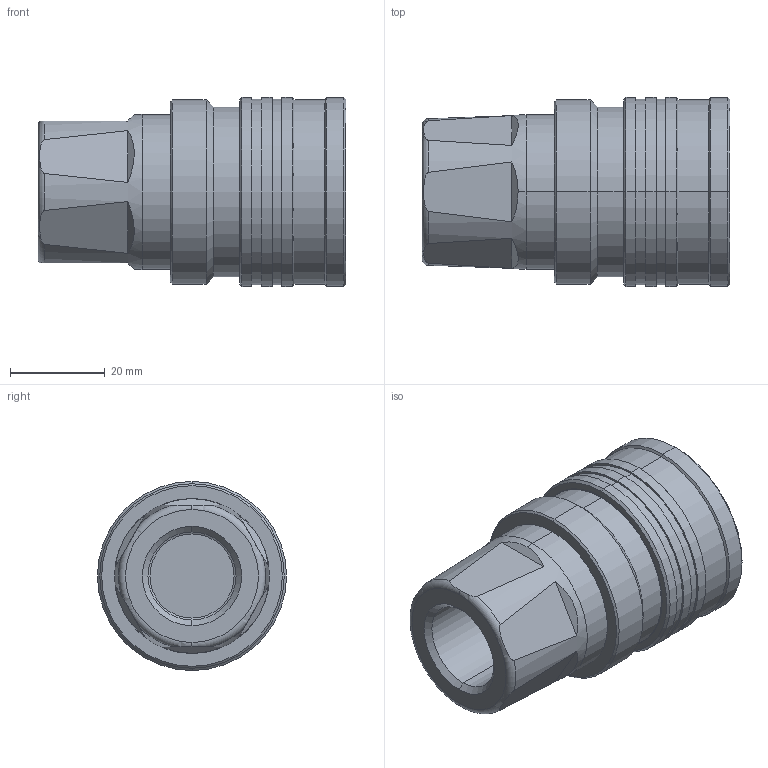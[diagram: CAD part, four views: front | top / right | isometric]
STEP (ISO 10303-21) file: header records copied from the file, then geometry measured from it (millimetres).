
FILE_DESCRIPTION (( 'STEP AP214' ), '1' );
FILE_NAME ('5010.STEP', '2015-09-03T14:07:54', ( 'admin' ), ( 'Microsoft' ), 'SwSTEP 2.0', 'SolidWorks 2009', '' );
FILE_SCHEMA (( 'AUTOMOTIVE_DESIGN' ));
Length unit declared in the file: millimetre
Products named in the file (1): 5010
Bounding box: 65.15 x 40 x 40 mm (x, y, z)
Volume: 47855 mm3; surface area: 13848.5 mm2
Topology: 1 solids, 1 shells, 102 faces, 216 edges, 128 vertices
Faces by surface type: cylinder 38, plane 26, cone 24, torus 14
Entity records: 3221 total; most frequent: CARTESIAN_POINT 687, DIRECTION 514, ORIENTED_EDGE 432, AXIS2_PLACEMENT_3D 223, EDGE_CURVE 216, VERTEX_POINT 128, CIRCLE 120, EDGE_LOOP 114
